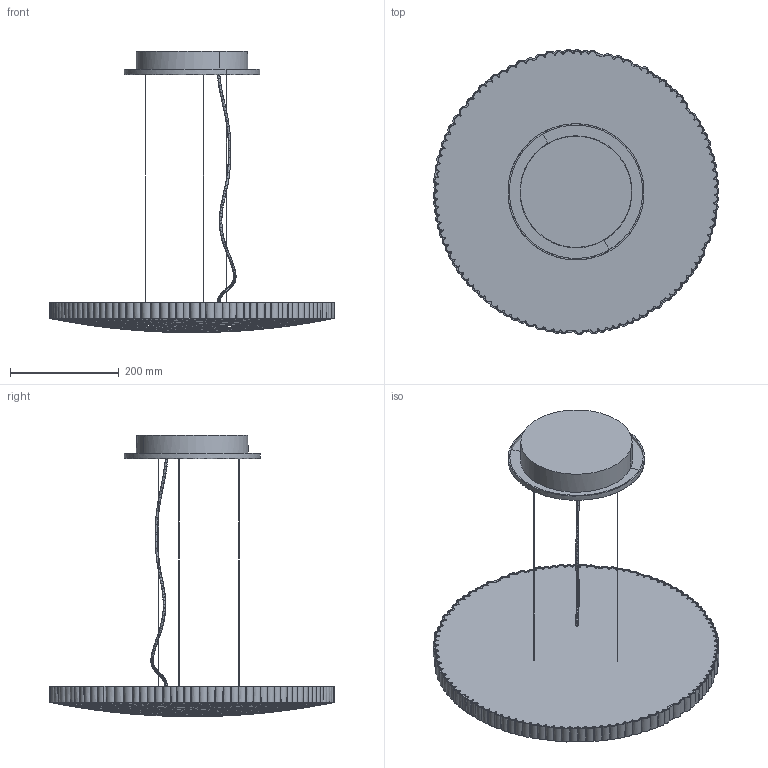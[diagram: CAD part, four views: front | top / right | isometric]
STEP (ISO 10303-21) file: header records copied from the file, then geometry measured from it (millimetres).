
FILE_DESCRIPTION(/* description */ (''),/* implementation_level */ '2;1');
FILE_NAME(/* name */ '3D 021300_Calipso suspension',/* time_stamp */ '2018-06-01T14:54:45+02:00',/* author */ (''),/* organization */ (''),/* preprocessor_version */ 'ST-DEVELOPER v10',/* originating_system */ '',/* authorisation */ '');
FILE_SCHEMA (('AUTOMOTIVE_DESIGN'));
Length unit declared in the file: millimetre
Products named in the file (1): 1
Bounding box: 525.66 x 523.94 x 517.13 mm (x, y, z)
Volume: 1875466 mm3; surface area: 1152619.6 mm2
Topology: 3 solids, 8 shells, 663 faces, 5509 edges, 4817 vertices
Faces by surface type: bspline 654, plane 9
Entity records: 103069 total; most frequent: CARTESIAN_POINT 76307, ORIENTED_EDGE 7414, EDGE_CURVE 5500, B_SPLINE_CURVE_WITH_KNOTS 4893, VERTEX_POINT 4817, EDGE_LOOP 1459, FACE_BOUND 796, ADVANCED_FACE 663
